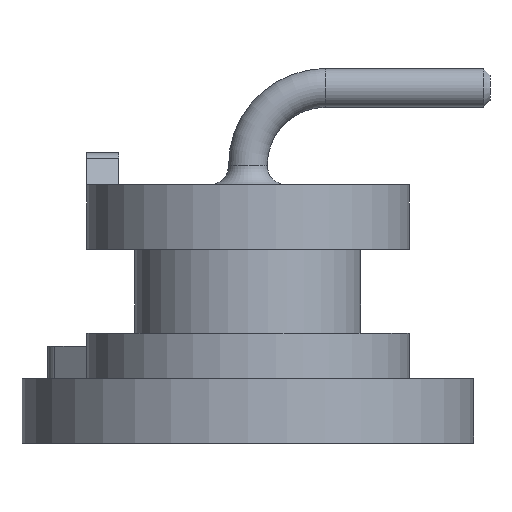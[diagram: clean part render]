
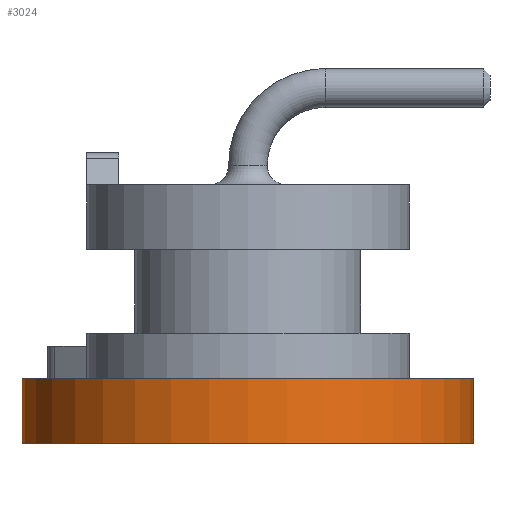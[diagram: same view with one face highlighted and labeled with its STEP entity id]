
A CAD part, left-side view. The second image highlights one B-rep face of the part: STEP entity #3024.
In plain terms, the highlighted cylindrical face has radius 3.5 mm (diameter 7 mm), a partial arc.
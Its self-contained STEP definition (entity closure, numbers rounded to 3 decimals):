
#33 = CYLINDRICAL_SURFACE ( 'NONE', #4212, 3.5 ) ;
#183 = DIRECTION ( 'NONE',  ( 0., -1., 0. ) ) ;
#191 = ORIENTED_EDGE ( 'NONE', *, *, #4160, .T. ) ;
#297 = CARTESIAN_POINT ( 'NONE',  ( -7., 6., -4.5 ) ) ;
#443 = DIRECTION ( 'NONE',  ( 0., 0., -1. ) ) ;
#558 = AXIS2_PLACEMENT_3D ( 'NONE', #3718, #5463, #1508 ) ;
#892 = FACE_OUTER_BOUND ( 'NONE', #2971, .T. ) ;
#1137 = ORIENTED_EDGE ( 'NONE', *, *, #3016, .F. ) ;
#1253 = EDGE_CURVE ( 'NONE', #3131, #4467, #5199, .T. ) ;
#1324 = CARTESIAN_POINT ( 'NONE',  ( -7., 2.5, -4.5 ) ) ;
#1470 = VERTEX_POINT ( 'NONE', #5603 ) ;
#1508 = DIRECTION ( 'NONE',  ( 0., 1., 0. ) ) ;
#1554 = LINE ( 'NONE', #5482, #1686 ) ;
#1686 = VECTOR ( 'NONE', #4630, 1000. ) ;
#1946 = EDGE_CURVE ( 'NONE', #1470, #4467, #3050, .T. ) ;
#2112 = CIRCLE ( 'NONE', #5057, 3.5 ) ;
#2637 = CARTESIAN_POINT ( 'NONE',  ( -7., -1., -4.5 ) ) ;
#2792 = VECTOR ( 'NONE', #443, 1000. ) ;
#2902 = CARTESIAN_POINT ( 'NONE',  ( -7., -1., -4.5 ) ) ;
#2971 = EDGE_LOOP ( 'NONE', ( #3608, #4209, #1137, #191 ) ) ;
#2998 = CARTESIAN_POINT ( 'NONE',  ( -7., -1., -5.5 ) ) ;
#3016 = EDGE_CURVE ( 'NONE', #4742, #3131, #2112, .T. ) ;
#3024 = ADVANCED_FACE ( 'NONE', ( #892 ), #33, .T. ) ;
#3050 = CIRCLE ( 'NONE', #558, 3.5 ) ;
#3094 = DIRECTION ( 'NONE',  ( 0., 0., 1. ) ) ;
#3131 = VERTEX_POINT ( 'NONE', #2902 ) ;
#3608 = ORIENTED_EDGE ( 'NONE', *, *, #1946, .T. ) ;
#3717 = CARTESIAN_POINT ( 'NONE',  ( -7., 2.5, -4.5 ) ) ;
#3718 = CARTESIAN_POINT ( 'NONE',  ( -7., 2.5, -5.5 ) ) ;
#4160 = EDGE_CURVE ( 'NONE', #4742, #1470, #1554, .T. ) ;
#4209 = ORIENTED_EDGE ( 'NONE', *, *, #1253, .F. ) ;
#4212 = AXIS2_PLACEMENT_3D ( 'NONE', #3717, #5462, #183 ) ;
#4467 = VERTEX_POINT ( 'NONE', #2998 ) ;
#4630 = DIRECTION ( 'NONE',  ( 0., 0., -1. ) ) ;
#4742 = VERTEX_POINT ( 'NONE', #297 ) ;
#4851 = DIRECTION ( 'NONE',  ( 0., 1., 0. ) ) ;
#5057 = AXIS2_PLACEMENT_3D ( 'NONE', #1324, #3094, #4851 ) ;
#5199 = LINE ( 'NONE', #2637, #2792 ) ;
#5462 = DIRECTION ( 'NONE',  ( 0., 0., -1. ) ) ;
#5463 = DIRECTION ( 'NONE',  ( 0., 0., 1. ) ) ;
#5482 = CARTESIAN_POINT ( 'NONE',  ( -7., 6., -4.5 ) ) ;
#5603 = CARTESIAN_POINT ( 'NONE',  ( -7., 6., -5.5 ) ) ;
